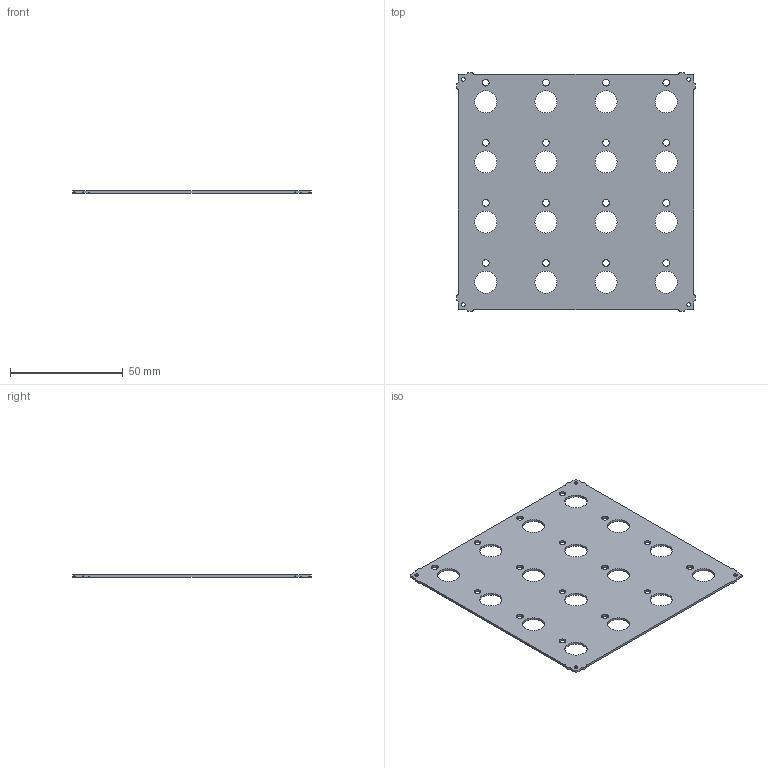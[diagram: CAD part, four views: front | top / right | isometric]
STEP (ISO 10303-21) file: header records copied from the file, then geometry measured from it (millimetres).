
FILE_DESCRIPTION(('KiCad electronic assembly'),'2;1');
FILE_NAME('FP-BU16-MIDIGRADE-3D.step','2025-02-13T17:03:02',('Pcbnew'),( 'Kicad'),'Open CASCADE STEP processor 7.6','KiCad to STEP converter' ,'Unknown');
FILE_SCHEMA(('AUTOMOTIVE_DESIGN { 1 0 10303 214 1 1 1 1 }'));
Length unit declared in the file: millimetre
Products named in the file (2): FP-BU16-MIDIGRADE-3D 1; kibot_bjt3lrnk_PCB
Assembly tree (1 placements, depth 2):
  FP-BU16-MIDIGRADE-3D 1
    kibot_bjt3lrnk_PCB
Bounding box: 105.6 x 105.6 x 1 mm (x, y, z)
Volume: 9572 mm3; surface area: 20230.4 mm2
Topology: 1 solids, 1 shells, 178 faces, 528 edges, 352 vertices
Faces by surface type: cylinder 104, plane 74
Full cylindrical faces by diameter (mm): 1.75 x4
Entity records: 6221 total; most frequent: DIRECTION 1096, CARTESIAN_POINT 1060, ORIENTED_EDGE 1056, EDGE_CURVE 528, AXIS2_PLACEMENT_3D 388, VERTEX_POINT 352, LINE 320, VECTOR 320
